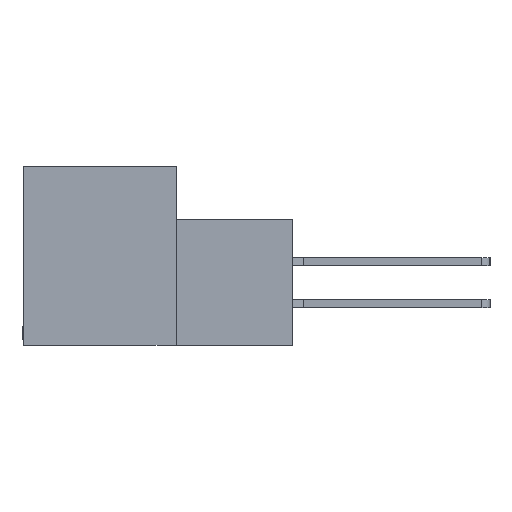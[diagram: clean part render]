
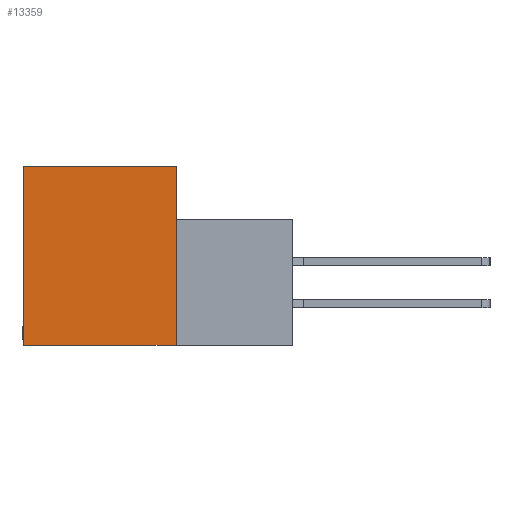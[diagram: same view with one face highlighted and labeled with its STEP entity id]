
A CAD part, left-side view. The second image highlights one B-rep face of the part: STEP entity #13359.
In plain terms, the highlighted planar face has unit normal (-1, 0, 0).
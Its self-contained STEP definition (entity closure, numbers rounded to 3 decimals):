
#196 = CARTESIAN_POINT ( 'NONE',  ( 0., 11.506, -13.487 ) ) ;
#1089 = CARTESIAN_POINT ( 'NONE',  ( 0., 11.506, 0. ) ) ;
#1960 = VECTOR ( 'NONE', #30671, 1000. ) ;
#5131 = ORIENTED_EDGE ( 'NONE', *, *, #23213, .F. ) ;
#5333 = VECTOR ( 'NONE', #33127, 1000. ) ;
#7245 = VERTEX_POINT ( 'NONE', #196 ) ;
#8311 = DIRECTION ( 'NONE',  ( 1., 0., 0. ) ) ;
#10011 = FACE_OUTER_BOUND ( 'NONE', #31907, .T. ) ;
#10785 = CARTESIAN_POINT ( 'NONE',  ( 0., 0., -13.487 ) ) ;
#10930 = CARTESIAN_POINT ( 'NONE',  ( 0., 0., 0. ) ) ;
#11243 = LINE ( 'NONE', #23902, #26373 ) ;
#11819 = CARTESIAN_POINT ( 'NONE',  ( 0., 0., 0. ) ) ;
#12147 = ORIENTED_EDGE ( 'NONE', *, *, #30258, .F. ) ;
#12576 = CARTESIAN_POINT ( 'NONE',  ( 0., 11.506, 0. ) ) ;
#13359 = ADVANCED_FACE ( 'NONE', ( #10011 ), #34520, .F. ) ;
#15921 = DIRECTION ( 'NONE',  ( 0., 0., 1. ) ) ;
#17595 = VERTEX_POINT ( 'NONE', #10785 ) ;
#18329 = VERTEX_POINT ( 'NONE', #11819 ) ;
#18472 = LINE ( 'NONE', #1089, #1960 ) ;
#19758 = CARTESIAN_POINT ( 'NONE',  ( 0., -8.814, -13.487 ) ) ;
#22098 = VECTOR ( 'NONE', #26315, 1000. ) ;
#23213 = EDGE_CURVE ( 'NONE', #17595, #7245, #25924, .T. ) ;
#23902 = CARTESIAN_POINT ( 'NONE',  ( 0., 11.506, -13.487 ) ) ;
#24624 = LINE ( 'NONE', #32048, #22098 ) ;
#25924 = LINE ( 'NONE', #19758, #5333 ) ;
#26315 = DIRECTION ( 'NONE',  ( 0., 0., -1. ) ) ;
#26373 = VECTOR ( 'NONE', #15921, 1000. ) ;
#29576 = EDGE_CURVE ( 'NONE', #7245, #34396, #11243, .T. ) ;
#29856 = ORIENTED_EDGE ( 'NONE', *, *, #30537, .F. ) ;
#30258 = EDGE_CURVE ( 'NONE', #34396, #18329, #18472, .T. ) ;
#30537 = EDGE_CURVE ( 'NONE', #18329, #17595, #24624, .T. ) ;
#30671 = DIRECTION ( 'NONE',  ( 0., -1., 0. ) ) ;
#31907 = EDGE_LOOP ( 'NONE', ( #5131, #29856, #12147, #34539 ) ) ;
#32048 = CARTESIAN_POINT ( 'NONE',  ( 0., 0., 0. ) ) ;
#32742 = DIRECTION ( 'NONE',  ( 0., 0., -1. ) ) ;
#33127 = DIRECTION ( 'NONE',  ( 0., 1., 0. ) ) ;
#34396 = VERTEX_POINT ( 'NONE', #12576 ) ;
#34520 = PLANE ( 'NONE',  #34578 ) ;
#34539 = ORIENTED_EDGE ( 'NONE', *, *, #29576, .F. ) ;
#34578 = AXIS2_PLACEMENT_3D ( 'NONE', #10930, #8311, #32742 ) ;
